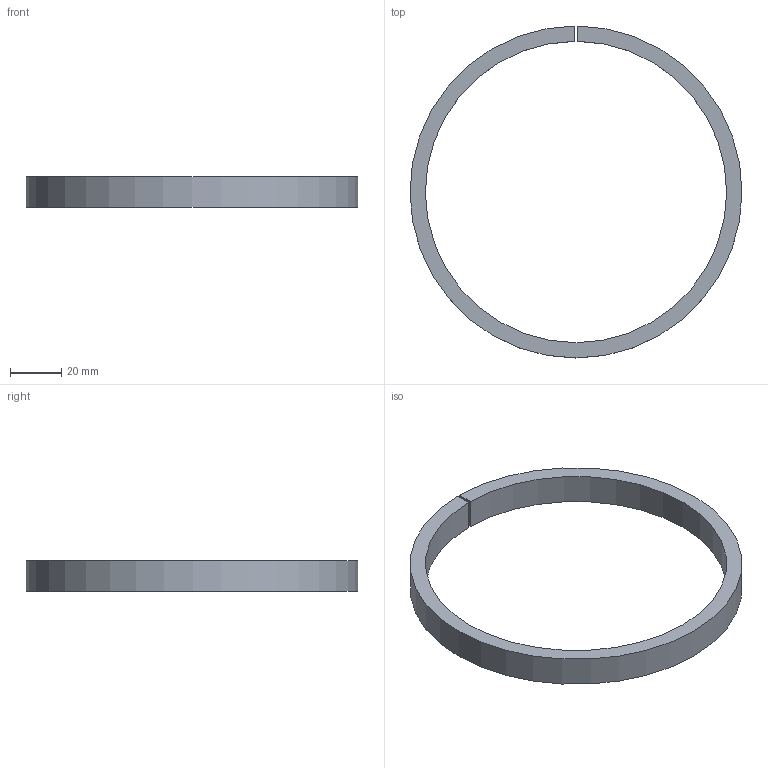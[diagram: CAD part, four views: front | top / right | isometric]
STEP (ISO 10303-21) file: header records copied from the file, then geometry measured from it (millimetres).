
FILE_DESCRIPTION (( 'STEP AP203' ), '1' );
FILE_NAME ('5637-130.step', '2020-05-14T11:25:46', ( '' ), ( '' ), 'SwSTEP 2.0', 'SolidWorks 2015', '' );
FILE_SCHEMA (( 'CONFIG_CONTROL_DESIGN' ));
Length unit declared in the file: millimetre
Products named in the file (1): 5637-130
Bounding box: 130 x 130 x 12 mm (x, y, z)
Volume: 27976 mm3; surface area: 14137.3 mm2
Topology: 1 solids, 1 shells, 214 faces, 573 edges, 382 vertices
Faces by surface type: plane 110, bspline 102, cylinder 2
Entity records: 11982 total; most frequent: CARTESIAN_POINT 7248, ORIENTED_EDGE 1146, DIRECTION 599, EDGE_CURVE 573, VERTEX_POINT 382, LINE 365, VECTOR 365, EDGE_LOOP 235
